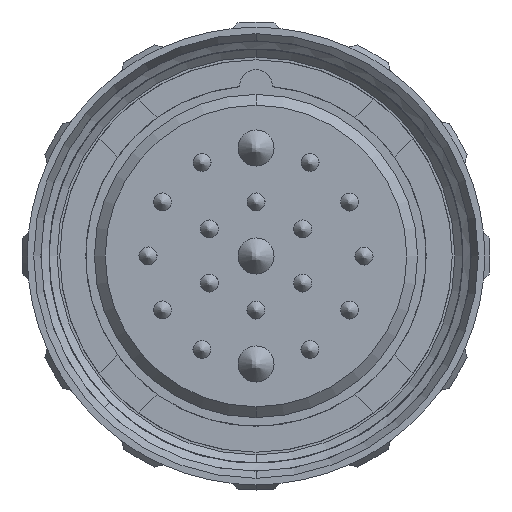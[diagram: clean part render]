
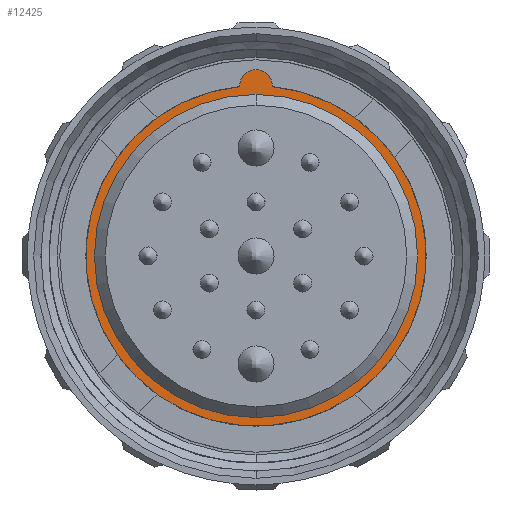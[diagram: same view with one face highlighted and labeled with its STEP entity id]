
A CAD part, left-side view. The second image highlights one B-rep face of the part: STEP entity #12425.
In plain terms, the highlighted planar face has unit normal (-1, 0, 0).
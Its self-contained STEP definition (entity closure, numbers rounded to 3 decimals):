
#2553 = ORIENTED_EDGE ( 'NONE', *, *, #13962, .F. ) ;
#3181 = ORIENTED_EDGE ( 'NONE', *, *, #17800, .F. ) ;
#3515 = AXIS2_PLACEMENT_3D ( 'NONE', #21016, #4750, #23782 ) ;
#4750 = DIRECTION ( 'NONE',  ( 1., 0., 0. ) ) ;
#5447 = ORIENTED_EDGE ( 'NONE', *, *, #23923, .F. ) ;
#6860 = CARTESIAN_POINT ( 'NONE',  ( -12.3, 0., 8.975 ) ) ;
#7430 = CIRCLE ( 'NONE', #13268, 8.975 ) ;
#7757 = DIRECTION ( 'NONE',  ( 1., 0., 0. ) ) ;
#8595 = DIRECTION ( 'NONE',  ( -1., 0., 0. ) ) ;
#9118 = AXIS2_PLACEMENT_3D ( 'NONE', #26949, #10621, #29700 ) ;
#9193 = AXIS2_PLACEMENT_3D ( 'NONE', #24895, #14174, #33392 ) ;
#9724 = CARTESIAN_POINT ( 'NONE',  ( -12.3, -0.899, 9.407 ) ) ;
#10621 = DIRECTION ( 'NONE',  ( -1., 0., 0. ) ) ;
#10685 = CIRCLE ( 'NONE', #3515, 0.9 ) ;
#10952 = CARTESIAN_POINT ( 'NONE',  ( -12.3, 0., -8.975 ) ) ;
#12425 = ADVANCED_FACE ( 'NONE', ( #30409, #31317 ), #30555, .F. ) ;
#13268 = AXIS2_PLACEMENT_3D ( 'NONE', #24862, #8595, #27643 ) ;
#13905 = VERTEX_POINT ( 'NONE', #10952 ) ;
#13962 = EDGE_CURVE ( 'NONE', #13905, #17172, #7430, .T. ) ;
#14174 = DIRECTION ( 'NONE',  ( 1., 0., 0. ) ) ;
#16695 = CIRCLE ( 'NONE', #20343, 9.45 ) ;
#17172 = VERTEX_POINT ( 'NONE', #6860 ) ;
#17800 = EDGE_CURVE ( 'NONE', #26853, #26759, #10685, .T. ) ;
#19711 = EDGE_LOOP ( 'NONE', ( #5447, #2553 ) ) ;
#20343 = AXIS2_PLACEMENT_3D ( 'NONE', #24001, #7757, #26790 ) ;
#21016 = CARTESIAN_POINT ( 'NONE',  ( -12.3, 0., 9.45 ) ) ;
#23782 = DIRECTION ( 'NONE',  ( 0., 0., -1. ) ) ;
#23923 = EDGE_CURVE ( 'NONE', #17172, #13905, #27378, .T. ) ;
#24001 = CARTESIAN_POINT ( 'NONE',  ( -12.3, 0., 0. ) ) ;
#24862 = CARTESIAN_POINT ( 'NONE',  ( -12.3, 0., 0. ) ) ;
#24895 = CARTESIAN_POINT ( 'NONE',  ( -12.3, 9.45, 0. ) ) ;
#26759 = VERTEX_POINT ( 'NONE', #9724 ) ;
#26790 = DIRECTION ( 'NONE',  ( 0., 0., 1. ) ) ;
#26853 = VERTEX_POINT ( 'NONE', #33044 ) ;
#26949 = CARTESIAN_POINT ( 'NONE',  ( -12.3, 0., 0. ) ) ;
#27378 = CIRCLE ( 'NONE', #9118, 8.975 ) ;
#27643 = DIRECTION ( 'NONE',  ( 0., 0., 1. ) ) ;
#29700 = DIRECTION ( 'NONE',  ( 0., 0., 1. ) ) ;
#30138 = ORIENTED_EDGE ( 'NONE', *, *, #30447, .F. ) ;
#30409 = FACE_OUTER_BOUND ( 'NONE', #35338, .T. ) ;
#30447 = EDGE_CURVE ( 'NONE', #26759, #26853, #16695, .T. ) ;
#30555 = PLANE ( 'NONE',  #9193 ) ;
#31317 = FACE_BOUND ( 'NONE', #19711, .T. ) ;
#33044 = CARTESIAN_POINT ( 'NONE',  ( -12.3, 0.899, 9.407 ) ) ;
#33392 = DIRECTION ( 'NONE',  ( 0., 0., -1. ) ) ;
#35338 = EDGE_LOOP ( 'NONE', ( #3181, #30138 ) ) ;
